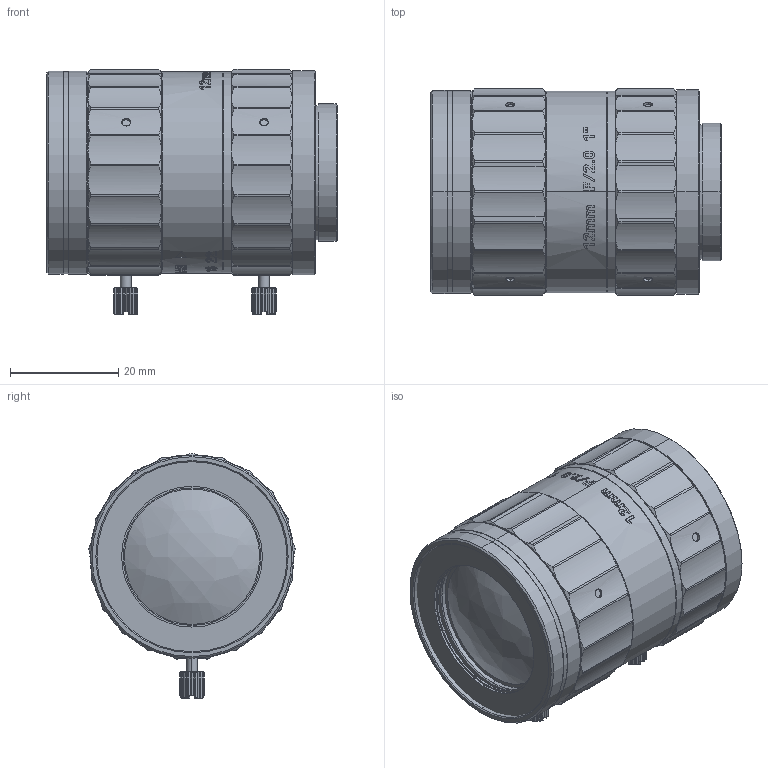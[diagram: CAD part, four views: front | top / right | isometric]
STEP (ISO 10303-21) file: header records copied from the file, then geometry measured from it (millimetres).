
FILE_DESCRIPTION (( 'STEP AP203' ), '1' );
FILE_NAME ('600022.STEP', '2021-08-06T07:31:56', ( '' ), ( '' ), 'SwSTEP 2.0', 'SolidWorks 2020', '' );
FILE_SCHEMA (( 'CONFIG_CONTROL_DESIGN' ));
Products named in the file (1): 600022
Bounding box: 53.61 x 38.13 x 45.37 mm (x, y, z)
Volume: 53316.5 mm3; surface area: 13650.3 mm2
Topology: 3 solids, 4 shells, 1052 faces, 2867 edges, 1906 vertices
Faces by surface type: plane 380, cylinder 255, bspline 227, cone 190
Entity records: 37572 total; most frequent: CARTESIAN_POINT 12756, ORIENTED_EDGE 5734, DIRECTION 4279, EDGE_CURVE 2867, VERTEX_POINT 1906, AXIS2_PLACEMENT_3D 1525, LINE 1229, VECTOR 1229
